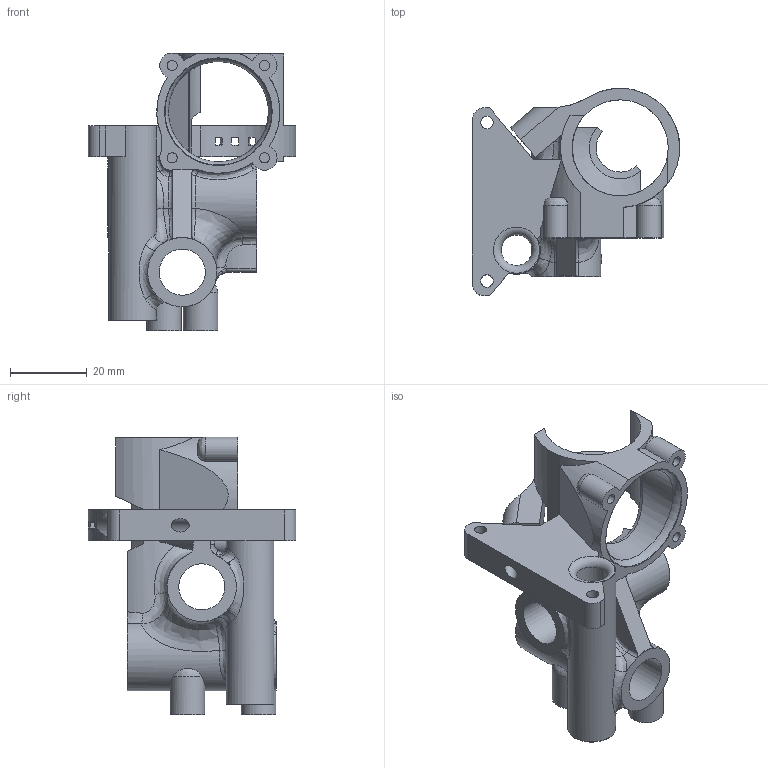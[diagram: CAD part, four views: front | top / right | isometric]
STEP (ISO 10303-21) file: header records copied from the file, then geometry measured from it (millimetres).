
FILE_DESCRIPTION(/* description */ (''),/* implementation_level */ '2;1');
FILE_NAME(/* name */ 'E3D-Ultimaker_1.stp',/* time_stamp */ '2013-05-27T16:24:48+01:00',/* author */ (''),/* organization */ (''),/* preprocessor_version */ 'ST-DEVELOPER v15',/* originating_system */ 'SIEMENS PLM Software NX 8.5',/* authorisation */ '');
FILE_SCHEMA (('AP203_CONFIGURATION_CONTROLLED_3D_DESIGN_OF_MECHANICAL_PARTS_AND_ASSEMBLIES_MIM_LF { 1 0 10303 403 2 1 2}'));
Length unit declared in the file: millimetre
Products named in the file (1): Mill17048FE9gjev
Bounding box: 53.89 x 53.91 x 72.25 mm (x, y, z)
Volume: 31917 mm3; surface area: 19781.4 mm2
Topology: 1 solids, 1 shells, 225 faces, 623 edges, 406 vertices
Faces by surface type: plane 87, cylinder 87, bspline 35, torus 8, cone 6, sphere 2
Full cylindrical faces by diameter (mm): 2.65 x6, 3.2 x3, 3.3 x1, 3.5 x1, 6.3 x1, 8 x1, 9 x2, 12 x2, 12.4 x1, 25 x1
Entity records: 9257 total; most frequent: CARTESIAN_POINT 3877, ORIENTED_EDGE 1156, DIRECTION 993, EDGE_CURVE 578, AXIS2_PLACEMENT_3D 388, VERTEX_POINT 385, EDGE_LOOP 287, ADVANCED_FACE 225
